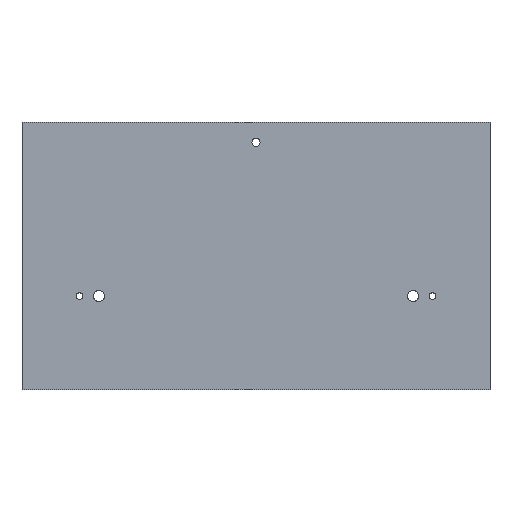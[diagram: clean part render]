
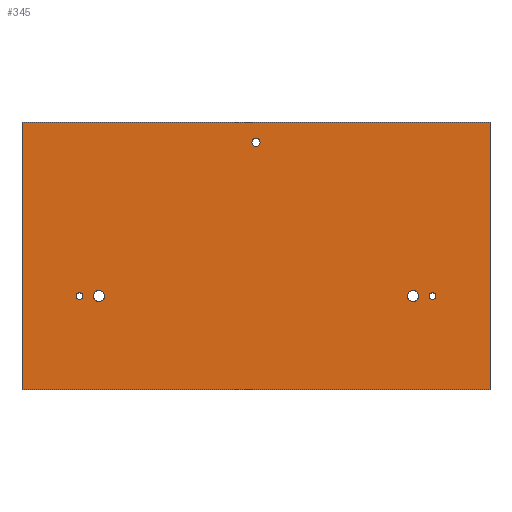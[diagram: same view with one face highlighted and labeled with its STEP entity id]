
A CAD part, top view. The second image highlights one B-rep face of the part: STEP entity #345.
In plain terms, the highlighted planar face has unit normal (0, 0, 1).
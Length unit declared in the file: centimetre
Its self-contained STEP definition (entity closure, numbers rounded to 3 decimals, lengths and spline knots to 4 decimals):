
#114=CIRCLE('',#359,0.3);
#115=CIRCLE('',#361,0.2459);
#116=CIRCLE('',#363,0.4188);
#117=CIRCLE('',#365,0.2459);
#118=CIRCLE('',#367,0.4188);
#127=VERTEX_POINT('',#457);
#128=VERTEX_POINT('',#459);
#129=VERTEX_POINT('',#463);
#135=VERTEX_POINT('',#478);
#136=VERTEX_POINT('',#481);
#137=VERTEX_POINT('',#484);
#138=VERTEX_POINT('',#487);
#139=VERTEX_POINT('',#490);
#140=VERTEX_POINT('',#493);
#154=VECTOR('',#389,1.);
#157=VECTOR('',#393,1.);
#158=VECTOR('',#426,1.);
#160=VECTOR('',#429,1.);
#174=LINE('',#458,#154);
#177=LINE('',#464,#157);
#178=LINE('',#492,#158);
#180=LINE('',#496,#160);
#194=EDGE_CURVE('',#127,#128,#174,.T.);
#197=EDGE_CURVE('',#129,#127,#177,.T.);
#203=EDGE_CURVE('',#135,#135,#114,.T.);
#204=EDGE_CURVE('',#136,#136,#115,.T.);
#205=EDGE_CURVE('',#137,#137,#116,.T.);
#206=EDGE_CURVE('',#138,#138,#117,.T.);
#207=EDGE_CURVE('',#139,#139,#118,.T.);
#208=EDGE_CURVE('',#128,#140,#178,.T.);
#210=EDGE_CURVE('',#140,#129,#180,.T.);
#262=ORIENTED_EDGE('',*,*,#203,.T.);
#263=ORIENTED_EDGE('',*,*,#204,.T.);
#264=ORIENTED_EDGE('',*,*,#205,.T.);
#265=ORIENTED_EDGE('',*,*,#206,.T.);
#266=ORIENTED_EDGE('',*,*,#207,.T.);
#267=ORIENTED_EDGE('',*,*,#194,.F.);
#268=ORIENTED_EDGE('',*,*,#197,.F.);
#269=ORIENTED_EDGE('',*,*,#210,.F.);
#270=ORIENTED_EDGE('',*,*,#208,.F.);
#295=EDGE_LOOP('',(#262));
#296=EDGE_LOOP('',(#263));
#297=EDGE_LOOP('',(#264));
#298=EDGE_LOOP('',(#265));
#299=EDGE_LOOP('',(#266));
#300=EDGE_LOOP('',(#267,#268,#269,#270));
#325=FACE_BOUND('',#295,.T.);
#326=FACE_BOUND('',#296,.T.);
#327=FACE_BOUND('',#297,.T.);
#328=FACE_BOUND('',#298,.T.);
#329=FACE_BOUND('',#299,.T.);
#330=FACE_BOUND('',#300,.T.);
#345=ADVANCED_FACE('',(#325,#326,#327,#328,#329,#330),#507,.T.);
#359=AXIS2_PLACEMENT_3D('',#477,#407,#408);
#361=AXIS2_PLACEMENT_3D('',#480,#411,#412);
#363=AXIS2_PLACEMENT_3D('',#483,#415,#416);
#365=AXIS2_PLACEMENT_3D('',#486,#419,#420);
#367=AXIS2_PLACEMENT_3D('',#489,#423,#424);
#370=AXIS2_PLACEMENT_3D('',#497,#430,$);
#389=DIRECTION('',(-1.,0.,0.));
#393=DIRECTION('',(0.,-1.,0.));
#407=DIRECTION('',(0.,0.,-1.));
#408=DIRECTION('',(0.3,0.,0.));
#411=DIRECTION('',(0.,0.,-1.));
#412=DIRECTION('',(0.246,0.,0.));
#415=DIRECTION('',(0.,0.,-1.));
#416=DIRECTION('',(0.419,0.,0.));
#419=DIRECTION('',(0.,0.,-1.));
#420=DIRECTION('',(0.246,0.,0.));
#423=DIRECTION('',(0.,0.,-1.));
#424=DIRECTION('',(0.419,0.,0.));
#426=DIRECTION('',(0.,1.,0.));
#429=DIRECTION('',(1.,0.,0.));
#430=DIRECTION('',(0.,0.,1.));
#457=CARTESIAN_POINT('',(17.5,-10.,0.8));
#458=CARTESIAN_POINT('',(17.5,-10.,0.8));
#459=CARTESIAN_POINT('',(-17.5,-10.,0.8));
#463=CARTESIAN_POINT('',(17.5,10.,0.8));
#464=CARTESIAN_POINT('',(17.5,10.,0.8));
#477=CARTESIAN_POINT('',(0.,8.5,0.8));
#478=CARTESIAN_POINT('',(-0.3,8.5,0.8));
#480=CARTESIAN_POINT('',(-13.2,-3.,0.8));
#481=CARTESIAN_POINT('',(-13.4459,-3.,0.8));
#483=CARTESIAN_POINT('',(-11.75,-3.,0.8));
#484=CARTESIAN_POINT('',(-12.1688,-3.,0.8));
#486=CARTESIAN_POINT('',(13.2,-3.,0.8));
#487=CARTESIAN_POINT('',(12.9542,-3.,0.8));
#489=CARTESIAN_POINT('',(11.75,-3.,0.8));
#490=CARTESIAN_POINT('',(11.3312,-3.,0.8));
#492=CARTESIAN_POINT('',(-17.5,-10.,0.8));
#493=CARTESIAN_POINT('',(-17.5,10.,0.8));
#496=CARTESIAN_POINT('',(-17.5,10.,0.8));
#497=CARTESIAN_POINT('',(0.,0.,0.8));
#507=PLANE('',#370);
